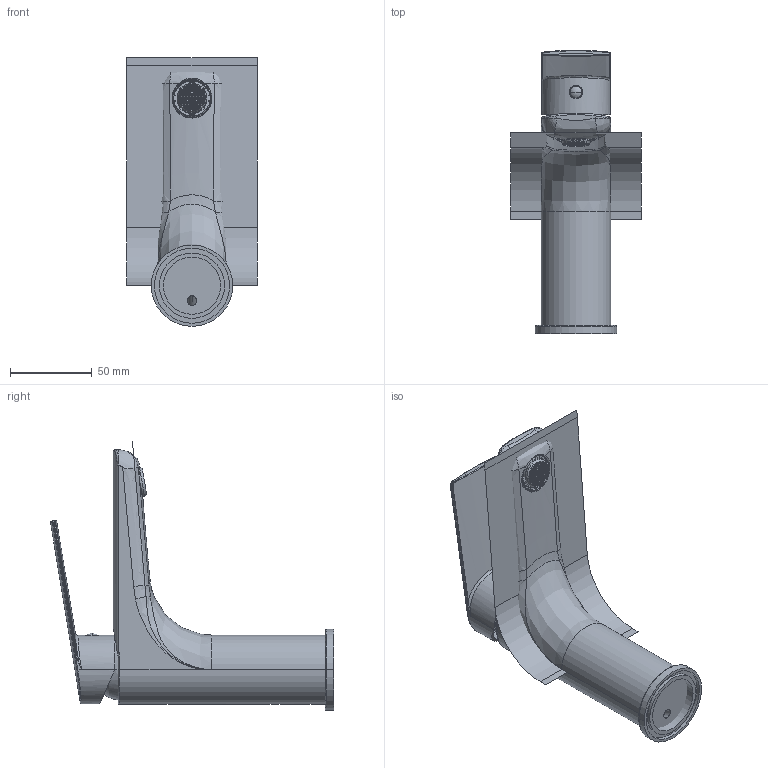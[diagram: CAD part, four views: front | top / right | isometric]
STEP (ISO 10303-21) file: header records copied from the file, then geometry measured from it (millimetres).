
FILE_DESCRIPTION((''),'2;1');
FILE_NAME('ATAO201','2023-05-05T15:20:18',('michelaferrini'),(''),'CREO PARAMETRIC BY PTC INC, 2022164','CREO PARAMETRIC BY PTC INC, 2022164','');
FILE_SCHEMA(('CONFIG_CONTROL_DESIGN'));
Products named in the file (7): ATAO200C001; SCCMAC0011; ATAO005C001; SPLMAC0005; SARMAC0007; SBTMAC0001; ATAO201
Assembly tree (6 placements, depth 2):
  ATAO201
    ATAO200C001
    SCCMAC0011
    ATAO005C001
    SPLMAC0005
    SARMAC0007
    SBTMAC0001
Bounding box: 80 x 173.49 x 164.63 mm (x, y, z)
Volume: 305945.6 mm3; surface area: 78444.6 mm2
Topology: 6 solids, 9 shells, 2800 faces, 7712 edges, 5414 vertices
Faces by surface type: plane 1816, cylinder 784, bspline 145, cone 28, torus 15, sphere 12
Entity records: 105008 total; most frequent: CARTESIAN_POINT 34667, ORIENTED_EDGE 15393, DIRECTION 13066, EDGE_CURVE 7708, VERTEX_POINT 5414, VECTOR 4580, LINE 4580, AXIS2_PLACEMENT_3D 4243
